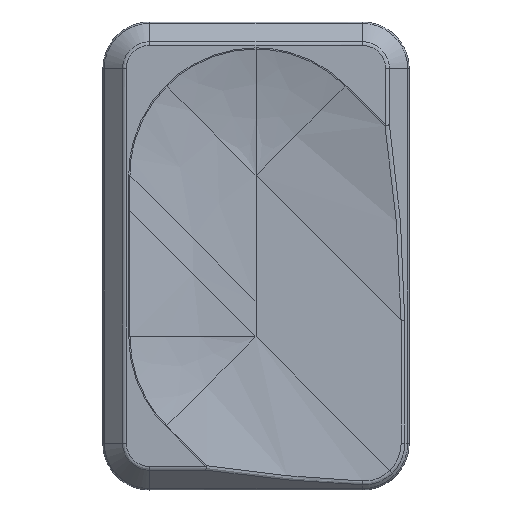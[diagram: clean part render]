
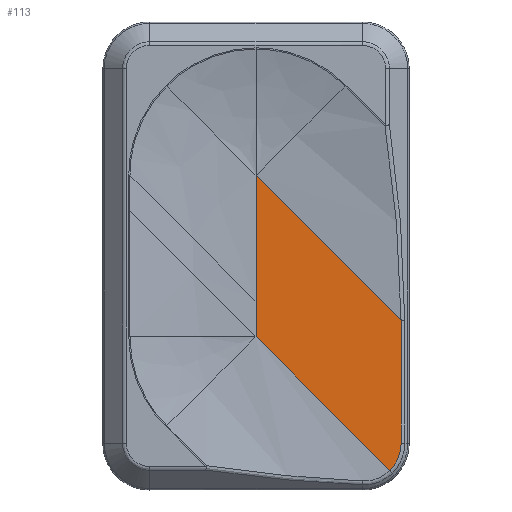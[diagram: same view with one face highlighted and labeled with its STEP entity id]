
A CAD part, top view. The second image highlights one B-rep face of the part: STEP entity #113.
In plain terms, the highlighted planar face has unit normal (0, 0, 1).
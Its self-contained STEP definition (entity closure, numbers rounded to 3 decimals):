
#113=ADVANCED_FACE('',(#217),#1438,.T.);
#217=FACE_OUTER_BOUND('',#324,.T.);
#324=EDGE_LOOP('',(#761,#762,#763,#764,#765,#766));
#761=ORIENTED_EDGE('',*,*,#817,.T.);
#762=ORIENTED_EDGE('',*,*,#838,.F.);
#763=ORIENTED_EDGE('',*,*,#1038,.F.);
#764=ORIENTED_EDGE('',*,*,#1039,.T.);
#765=ORIENTED_EDGE('',*,*,#836,.T.);
#766=ORIENTED_EDGE('',*,*,#819,.T.);
#817=EDGE_CURVE('',#1283,#1282,#1161,.T.);
#819=EDGE_CURVE('',#1279,#1283,#1163,.T.);
#836=EDGE_CURVE('',#1295,#1279,#1180,.T.);
#838=EDGE_CURVE('',#1300,#1282,#1182,.T.);
#1038=EDGE_CURVE('',#1413,#1300,#1275,.T.);
#1039=EDGE_CURVE('',#1413,#1295,#1276,.T.);
#1161=(
BOUNDED_CURVE()
B_SPLINE_CURVE(1,(#2334,#2335),.UNSPECIFIED.,.F.,.F.)
B_SPLINE_CURVE_WITH_KNOTS((2,2),(0.,7.224),
 .UNSPECIFIED.)
CURVE()
GEOMETRIC_REPRESENTATION_ITEM()
RATIONAL_B_SPLINE_CURVE((1.,1.))
REPRESENTATION_ITEM('')
);
#1163=(
BOUNDED_CURVE()
B_SPLINE_CURVE(3,(#2343,#2344,#2345,#2346,#2347,#2348,#2349),
 .UNSPECIFIED.,.F.,.F.)
B_SPLINE_CURVE_WITH_KNOTS((4,3,4),(-1.787,-0.629,
0.),.UNSPECIFIED.)
CURVE()
GEOMETRIC_REPRESENTATION_ITEM()
RATIONAL_B_SPLINE_CURVE((1.,1.,1.,1.,1.,1.,1.))
REPRESENTATION_ITEM('')
);
#1180=(
BOUNDED_CURVE()
B_SPLINE_CURVE(1,(#2402,#2403),.UNSPECIFIED.,.F.,.F.)
B_SPLINE_CURVE_WITH_KNOTS((2,2),(0.,11.114),.UNSPECIFIED.)
CURVE()
GEOMETRIC_REPRESENTATION_ITEM()
RATIONAL_B_SPLINE_CURVE((1.,1.))
REPRESENTATION_ITEM('')
);
#1182=(
BOUNDED_CURVE()
B_SPLINE_CURVE(1,(#2406,#2407),.UNSPECIFIED.,.F.,.F.)
B_SPLINE_CURVE_WITH_KNOTS((2,2),(0.,12.057),.UNSPECIFIED.)
CURVE()
GEOMETRIC_REPRESENTATION_ITEM()
RATIONAL_B_SPLINE_CURVE((1.,1.))
REPRESENTATION_ITEM('')
);
#1275=(
BOUNDED_CURVE()
B_SPLINE_CURVE(2,(#3041,#3042,#3043),.UNSPECIFIED.,.F.,.F.)
B_SPLINE_CURVE_WITH_KNOTS((3,3),(9.5,16.909),
 .UNSPECIFIED.)
CURVE()
GEOMETRIC_REPRESENTATION_ITEM()
RATIONAL_B_SPLINE_CURVE((1.,1.,1.))
REPRESENTATION_ITEM('')
);
#1276=(
BOUNDED_CURVE()
B_SPLINE_CURVE(2,(#3044,#3045,#3046,#3047,#3048),.UNSPECIFIED.,.F.,.F.)
B_SPLINE_CURVE_WITH_KNOTS((3,2,3),(-9.5,-9.374,-7.409),
 .UNSPECIFIED.)
CURVE()
GEOMETRIC_REPRESENTATION_ITEM()
RATIONAL_B_SPLINE_CURVE((1.,1.,1.,1.,1.))
REPRESENTATION_ITEM('')
);
#1279=VERTEX_POINT('',#2151);
#1282=VERTEX_POINT('',#2154);
#1283=VERTEX_POINT('',#2155);
#1295=VERTEX_POINT('',#2167);
#1300=VERTEX_POINT('',#2172);
#1413=VERTEX_POINT('',#2285);
#1438=PLANE('',#1589);
#1589=AXIS2_PLACEMENT_3D('',#2105,#1649,$);
#1649=DIRECTION('',(0.,0.,1.));
#2105=CARTESIAN_POINT('',(118.226,44.853,8.338));
#2151=CARTESIAN_POINT('',(126.085,27.494,8.338));
#2154=CARTESIAN_POINT('',(126.752,36.327,8.338));
#2155=CARTESIAN_POINT('',(126.752,29.103,8.338));
#2167=CARTESIAN_POINT('',(118.226,35.353,8.338));
#2172=CARTESIAN_POINT('',(118.226,44.853,8.338));
#2285=CARTESIAN_POINT('',(118.226,37.444,8.338));
#2334=CARTESIAN_POINT('',(126.752,29.103,8.338));
#2335=CARTESIAN_POINT('',(126.752,36.327,8.338));
#2343=CARTESIAN_POINT('',(126.085,27.494,8.338));
#2344=CARTESIAN_POINT('',(126.357,27.767,8.338));
#2345=CARTESIAN_POINT('',(126.561,28.109,8.338));
#2346=CARTESIAN_POINT('',(126.666,28.481,8.338));
#2347=CARTESIAN_POINT('',(126.723,28.683,8.338));
#2348=CARTESIAN_POINT('',(126.751,28.894,8.338));
#2349=CARTESIAN_POINT('',(126.752,29.103,8.338));
#2402=CARTESIAN_POINT('',(118.226,35.353,8.338));
#2403=CARTESIAN_POINT('',(126.085,27.494,8.338));
#2406=CARTESIAN_POINT('',(118.226,44.853,8.338));
#2407=CARTESIAN_POINT('',(126.752,36.327,8.338));
#3041=CARTESIAN_POINT('',(118.226,37.444,8.338));
#3042=CARTESIAN_POINT('',(118.226,41.148,8.338));
#3043=CARTESIAN_POINT('',(118.226,44.853,8.338));
#3044=CARTESIAN_POINT('',(118.226,37.444,8.338));
#3045=CARTESIAN_POINT('',(118.226,37.381,8.338));
#3046=CARTESIAN_POINT('',(118.226,37.318,8.338));
#3047=CARTESIAN_POINT('',(118.226,36.335,8.338));
#3048=CARTESIAN_POINT('',(118.226,35.353,8.338));
